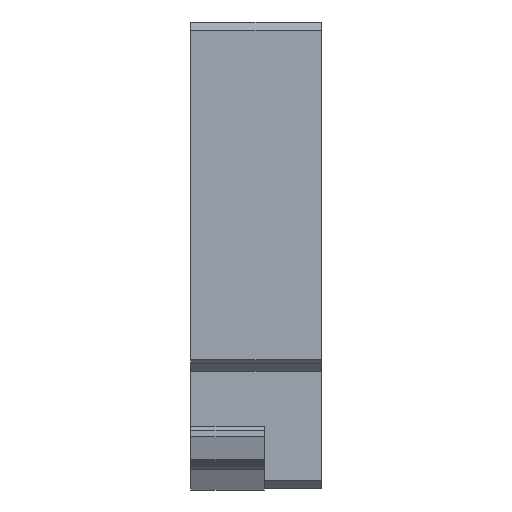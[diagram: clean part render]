
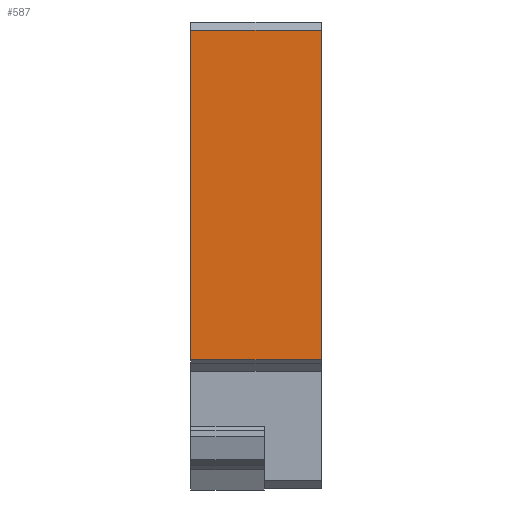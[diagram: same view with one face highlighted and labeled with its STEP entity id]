
A CAD part, front view. The second image highlights one B-rep face of the part: STEP entity #587.
In plain terms, the highlighted planar face has unit normal (0, -1, 0).
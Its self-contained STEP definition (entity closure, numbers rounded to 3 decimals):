
#132=CARTESIAN_POINT('',(0.,-20.5,22.5));
#133=VERTEX_POINT('',#132);
#140=CARTESIAN_POINT('',(8.,-20.5,22.5));
#141=VERTEX_POINT('',#140);
#142=CARTESIAN_POINT('',(8.,-20.5,22.5));
#143=DIRECTION('',(-1.0,0.0,0.0));
#144=VECTOR('',#143,8.);
#145=LINE('',#142,#144);
#146=EDGE_CURVE('',#141,#133,#145,.T.);
#232=CARTESIAN_POINT('',(8.,-20.5,2.23));
#233=VERTEX_POINT('',#232);
#234=CARTESIAN_POINT('',(8.,-20.5,2.23));
#235=DIRECTION('',(0.0,0.0,1.0));
#236=VECTOR('',#235,20.27);
#237=LINE('',#234,#236);
#238=EDGE_CURVE('',#233,#141,#237,.T.);
#564=CARTESIAN_POINT('',(8.,-20.5,34.729));
#565=DIRECTION('',(0.0,-1.0,0.0));
#566=DIRECTION('',(1.0,0.0,0.0));
#567=AXIS2_PLACEMENT_3D('',#564,#565,#566);
#568=PLANE('',#567);
#569=CARTESIAN_POINT('',(0.,-20.5,2.23));
#570=VERTEX_POINT('',#569);
#571=CARTESIAN_POINT('',(0.,-20.5,22.5));
#572=DIRECTION('',(0.0,0.0,-1.0));
#573=VECTOR('',#572,20.27);
#574=LINE('',#571,#573);
#575=EDGE_CURVE('',#133,#570,#574,.T.);
#576=ORIENTED_EDGE('',*,*,#575,.T.);
#577=CARTESIAN_POINT('',(8.,-20.5,2.23));
#578=DIRECTION('',(-1.0,0.0,0.0));
#579=VECTOR('',#578,8.);
#580=LINE('',#577,#579);
#581=EDGE_CURVE('',#233,#570,#580,.T.);
#582=ORIENTED_EDGE('',*,*,#581,.F.);
#583=ORIENTED_EDGE('',*,*,#238,.T.);
#584=ORIENTED_EDGE('',*,*,#146,.T.);
#585=EDGE_LOOP('',(#576,#582,#583,#584));
#586=FACE_OUTER_BOUND('',#585,.T.);
#587=ADVANCED_FACE('',(#586),#568,.T.);
